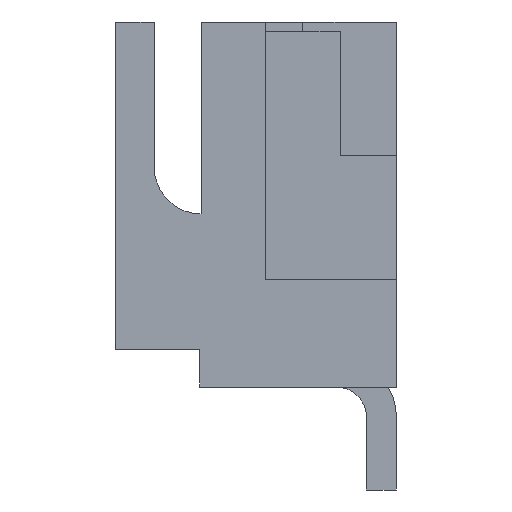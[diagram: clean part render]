
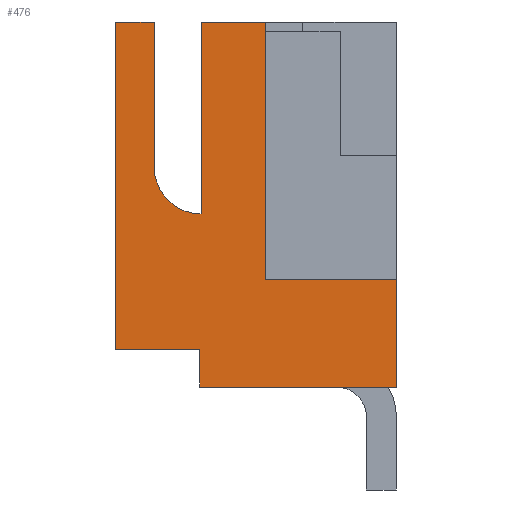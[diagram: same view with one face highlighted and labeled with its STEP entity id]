
A CAD part, left-side view. The second image highlights one B-rep face of the part: STEP entity #476.
In plain terms, the highlighted planar face has unit normal (-1, 0, 0).
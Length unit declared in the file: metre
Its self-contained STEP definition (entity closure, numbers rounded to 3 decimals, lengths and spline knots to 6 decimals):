
#476 = ADVANCED_FACE( '', ( #950 ), #951, .F. );
#950 = FACE_OUTER_BOUND( '', #1429, .T. );
#951 = PLANE( '', #1430 );
#1429 = EDGE_LOOP( '', ( #2691, #2692, #2693, #2694, #2695, #2696, #2697, #2698, #2699, #2700, #2701, #2702 ) );
#1430 = AXIS2_PLACEMENT_3D( '', #2703, #2704, #2705 );
#2691 = ORIENTED_EDGE( '', *, *, #3012, .T. );
#2692 = ORIENTED_EDGE( '', *, *, #2947, .T. );
#2693 = ORIENTED_EDGE( '', *, *, #3169, .T. );
#2694 = ORIENTED_EDGE( '', *, *, #3165, .T. );
#2695 = ORIENTED_EDGE( '', *, *, #3214, .F. );
#2696 = ORIENTED_EDGE( '', *, *, #3130, .F. );
#2697 = ORIENTED_EDGE( '', *, *, #3010, .F. );
#2698 = ORIENTED_EDGE( '', *, *, #3180, .F. );
#2699 = ORIENTED_EDGE( '', *, *, #3257, .F. );
#2700 = ORIENTED_EDGE( '', *, *, #2924, .T. );
#2701 = ORIENTED_EDGE( '', *, *, #3016, .T. );
#2702 = ORIENTED_EDGE( '', *, *, #2779, .T. );
#2703 = CARTESIAN_POINT( '', ( -0.00625, 0.006, -0.0028 ) );
#2704 = DIRECTION( '', ( 1., 0., 0. ) );
#2705 = DIRECTION( '', ( 0., 1., 0. ) );
#2779 = EDGE_CURVE( 'NONE', #3309, #3307, #3310, .T. );
#2924 = EDGE_CURVE( 'NONE', #3554, #3555, #3556, .T. );
#2947 = EDGE_CURVE( '', #3590, #3595, #3597, .T. );
#3010 = EDGE_CURVE( 'NONE', #3690, #3685, #3692, .T. );
#3012 = EDGE_CURVE( 'NONE', #3307, #3590, #3694, .T. );
#3016 = EDGE_CURVE( 'NONE', #3555, #3309, #3699, .T. );
#3130 = EDGE_CURVE( 'NONE', #3685, #3855, #3862, .T. );
#3165 = EDGE_CURVE( 'NONE', #3908, #3912, #3914, .T. );
#3169 = EDGE_CURVE( 'NONE', #3595, #3908, #3918, .T. );
#3180 = EDGE_CURVE( 'NONE', #3931, #3690, #3933, .T. );
#3214 = EDGE_CURVE( 'NONE', #3855, #3912, #3974, .T. );
#3257 = EDGE_CURVE( 'NONE', #3554, #3931, #4021, .T. );
#3307 = VERTEX_POINT( 'NONE', #4089 );
#3309 = VERTEX_POINT( 'NONE', #4092 );
#3310 = LINE( '', #4093, #4094 );
#3554 = VERTEX_POINT( 'NONE', #4439 );
#3555 = VERTEX_POINT( 'NONE', #4440 );
#3556 = LINE( '', #4441, #4442 );
#3590 = VERTEX_POINT( '', #4489 );
#3595 = VERTEX_POINT( '', #4495 );
#3597 = CIRCLE( '', #4498, 0.001 );
#3685 = VERTEX_POINT( 'NONE', #4626 );
#3690 = VERTEX_POINT( 'NONE', #4633 );
#3692 = LINE( '', #4636, #4637 );
#3694 = LINE( '', #4639, #4640 );
#3699 = LINE( '', #4647, #4648 );
#3855 = VERTEX_POINT( 'NONE', #4874 );
#3862 = LINE( '', #4886, #4887 );
#3908 = VERTEX_POINT( 'NONE', #4951 );
#3912 = VERTEX_POINT( 'NONE', #4957 );
#3914 = LINE( '', #4960, #4961 );
#3918 = LINE( '', #4966, #4967 );
#3931 = VERTEX_POINT( 'NONE', #4985 );
#3933 = LINE( '', #4988, #4989 );
#3974 = LINE( '', #5048, #5049 );
#4021 = LINE( '', #5115, #5116 );
#4089 = CARTESIAN_POINT( '', ( -0.00625, 0.004175, 0.005 ) );
#4092 = CARTESIAN_POINT( '', ( -0.00625, 0.0028, 0.005 ) );
#4093 = CARTESIAN_POINT( '', ( -0.00625, 0.006, 0.005 ) );
#4094 = VECTOR( '', #5159, 1. );
#4439 = CARTESIAN_POINT( '', ( -0.00625, 0., -0.0005 ) );
#4440 = CARTESIAN_POINT( '', ( -0.00625, 0.0028, -0.0005 ) );
#4441 = CARTESIAN_POINT( '', ( -0.00625, 0., -0.0005 ) );
#4442 = VECTOR( '', #5303, 1. );
#4489 = CARTESIAN_POINT( '', ( -0.00625, 0.004175, 0.0009 ) );
#4495 = CARTESIAN_POINT( '', ( -0.00625, 0.005175, 0.0019 ) );
#4498 = AXIS2_PLACEMENT_3D( '', #5328, #5329, #5330 );
#4626 = CARTESIAN_POINT( '', ( -0.00625, 0.0042, -0.002 ) );
#4633 = CARTESIAN_POINT( '', ( -0.00625, 0.0042, -0.0028 ) );
#4636 = CARTESIAN_POINT( '', ( -0.00625, 0.0042, -0.0028 ) );
#4637 = VECTOR( '', #5386, 1. );
#4639 = CARTESIAN_POINT( '', ( -0.00625, 0.004175, -0.0028 ) );
#4640 = VECTOR( '', #5387, 1. );
#4647 = CARTESIAN_POINT( '', ( -0.00625, 0.0028, -0.0028 ) );
#4648 = VECTOR( '', #5390, 1. );
#4874 = CARTESIAN_POINT( '', ( -0.00625, 0.006, -0.002 ) );
#4886 = CARTESIAN_POINT( '', ( -0.00625, 0.0042, -0.002 ) );
#4887 = VECTOR( '', #5490, 1. );
#4951 = CARTESIAN_POINT( '', ( -0.00625, 0.005175, 0.005 ) );
#4957 = CARTESIAN_POINT( '', ( -0.00625, 0.006, 0.005 ) );
#4960 = CARTESIAN_POINT( '', ( -0.00625, 0.006, 0.005 ) );
#4961 = VECTOR( '', #5521, 1. );
#4966 = CARTESIAN_POINT( '', ( -0.00625, 0.005175, -0.0028 ) );
#4967 = VECTOR( '', #5526, 1. );
#4985 = CARTESIAN_POINT( '', ( -0.00625, 0., -0.0028 ) );
#4988 = CARTESIAN_POINT( '', ( -0.00625, 0.006, -0.0028 ) );
#4989 = VECTOR( '', #5536, 1. );
#5048 = CARTESIAN_POINT( '', ( -0.00625, 0.006, -0.0028 ) );
#5049 = VECTOR( '', #5564, 1. );
#5115 = CARTESIAN_POINT( '', ( -0.00625, 0., -0.0028 ) );
#5116 = VECTOR( '', #5590, 1. );
#5159 = DIRECTION( '', ( 0., 1., 0. ) );
#5303 = DIRECTION( '', ( 0., 1., 0. ) );
#5328 = CARTESIAN_POINT( '', ( -0.00625, 0.004175, 0.0019 ) );
#5329 = DIRECTION( '', ( 1., 0., 0. ) );
#5330 = DIRECTION( '', ( 0., 0., -1. ) );
#5386 = DIRECTION( '', ( 0., 0., 1. ) );
#5387 = DIRECTION( '', ( 0., 0., -1. ) );
#5390 = DIRECTION( '', ( 0., 0., 1. ) );
#5490 = DIRECTION( '', ( 0., 1., 0. ) );
#5521 = DIRECTION( '', ( 0., 1., 0. ) );
#5526 = DIRECTION( '', ( 0., 0., 1. ) );
#5536 = DIRECTION( '', ( 0., 1., 0. ) );
#5564 = DIRECTION( '', ( 0., 0., 1. ) );
#5590 = DIRECTION( '', ( 0., 0., -1. ) );
